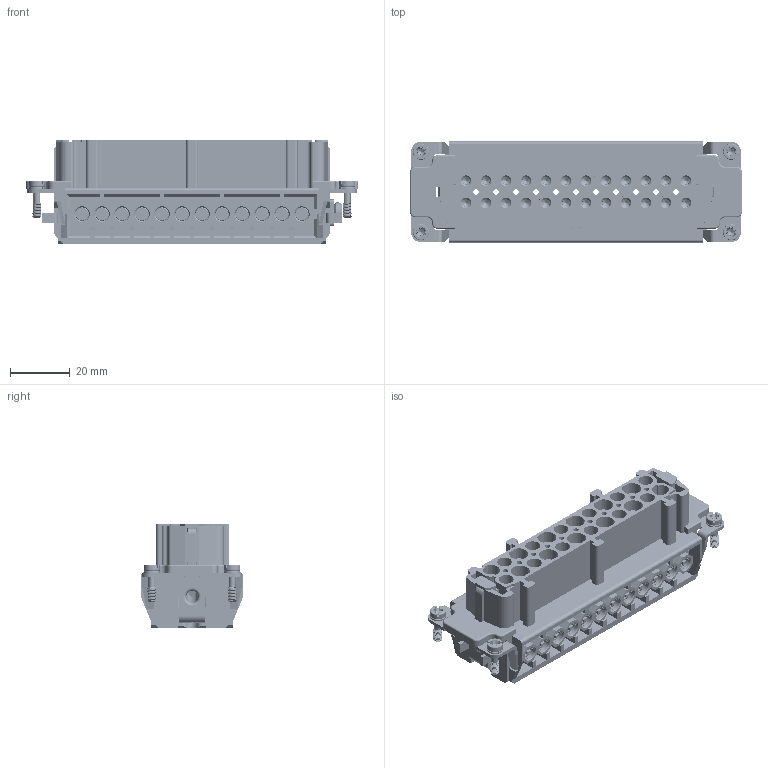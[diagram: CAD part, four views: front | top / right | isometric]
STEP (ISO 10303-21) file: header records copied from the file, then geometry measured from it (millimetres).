
FILE_DESCRIPTION(/* description */ (''),/* implementation_level */ '2;1');
FILE_NAME(/* name */ 'HE-024-F.stp',/* time_stamp */ '2023-02-09T00:09:59+08:00',/* author */ (''),/* organization */ (''),/* preprocessor_version */ 'ST-DEVELOPER v16',/* originating_system */ 'SIEMENS PLM Software NX 10.0',/* authorisation */ '');
FILE_SCHEMA (('AUTOMOTIVE_DESIGN { 1 0 10303 214 3 1 1 1 }'));
Products named in the file (1): Admi0A2C26ACrov2
Bounding box: 111.3 x 33.9 x 34.8 mm (x, y, z)
Surface area: 64776.4 mm2 (no closed solid volume)
Topology: 0 solids, 1 shells, 7013 faces, 21712 edges, 14315 vertices
Faces by surface type: plane 3738, cylinder 1288, cone 863, bspline 850, torus 274
Full cylindrical faces by diameter (mm): 2.3 x4, 2.4 x2, 2.562 x2, 3 x24, 3.3 x48, 4 x2, 4.8 x2, 5.4 x4, 6.4 x2, 7 x1
Entity records: 395533 total; most frequent: CARTESIAN_POINT 218727, ORIENTED_EDGE 40888, DIRECTION 32013, EDGE_CURVE 20444, VERTEX_POINT 13580, AXIS2_PLACEMENT_3D 11564, LINE 8885, VECTOR 8885
